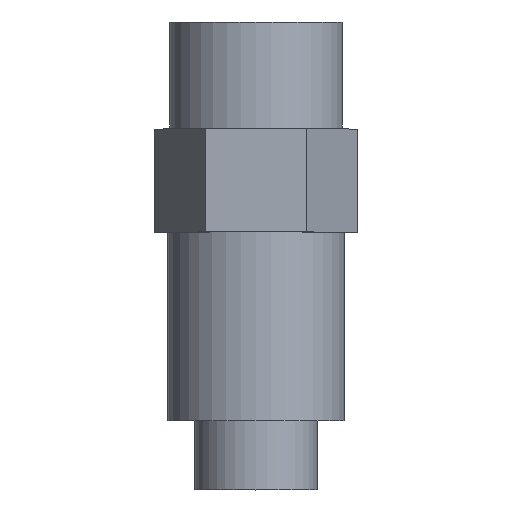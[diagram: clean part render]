
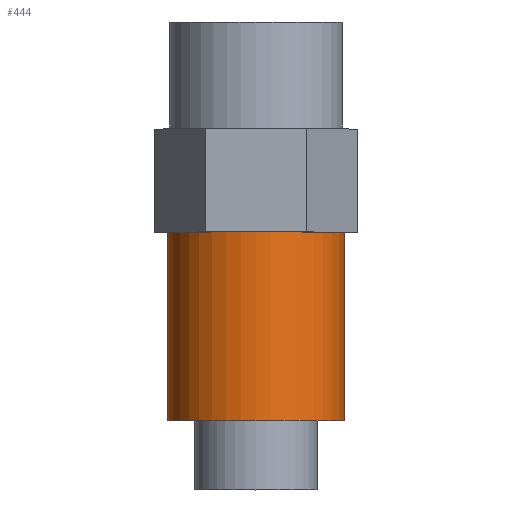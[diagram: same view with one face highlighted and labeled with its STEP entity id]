
A CAD part, top view. The second image highlights one B-rep face of the part: STEP entity #444.
In plain terms, the highlighted cylindrical face has radius 7 mm (diameter 14 mm), a full revolution.
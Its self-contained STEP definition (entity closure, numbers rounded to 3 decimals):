
#19=B_SPLINE_CURVE_WITH_KNOTS('',3,(#788,#789,#790,#791,#792,#793,#794,
#795,#796,#797,#798,#799,#800,#801,#802,#803,#804,#805,#806),
 .UNSPECIFIED.,.T.,.F.,(1,1,1,1,1,1,1,1,1,1,1,1,1,1,1,1,1,1,1,1,1,1,1),
(-0.005,-0.003,-0.002,0.,0.002,
0.003,0.005,0.006,0.008,
0.01,0.011,0.013,0.014,
0.016,0.018,0.019,0.021,
0.022,0.024,0.026,0.027,
0.029,0.03),.UNSPECIFIED.);
#163=ORIENTED_EDGE('',*,*,#212,.T.);
#164=ORIENTED_EDGE('',*,*,#214,.T.);
#165=ORIENTED_EDGE('',*,*,#218,.F.);
#212=EDGE_CURVE('',#251,#251,#277,.T.);
#214=EDGE_CURVE('',#253,#253,#279,.T.);
#218=EDGE_CURVE('',#257,#257,#19,.T.);
#251=VERTEX_POINT('',#761);
#253=VERTEX_POINT('',#766);
#257=VERTEX_POINT('',#807);
#277=CIRCLE('',#515,7.);
#279=CIRCLE('',#518,7.);
#330=EDGE_LOOP('',(#163));
#331=EDGE_LOOP('',(#164));
#332=EDGE_LOOP('',(#165));
#391=FACE_BOUND('',#330,.T.);
#392=FACE_BOUND('',#331,.T.);
#393=FACE_BOUND('',#332,.T.);
#413=CYLINDRICAL_SURFACE('',#525,7.);
#444=ADVANCED_FACE('',(#391,#392,#393),#413,.T.);
#515=AXIS2_PLACEMENT_3D('',#760,#632,#633);
#518=AXIS2_PLACEMENT_3D('',#765,#638,#639);
#525=AXIS2_PLACEMENT_3D('',#787,#652,#653);
#632=DIRECTION('',(0.,0.,-1.));
#633=DIRECTION('',(-1.,0.,0.));
#638=DIRECTION('',(0.,0.,1.));
#639=DIRECTION('',(-1.,0.,0.));
#652=DIRECTION('',(0.,0.,1.));
#653=DIRECTION('',(-1.,0.,0.));
#760=CARTESIAN_POINT('',(0.,0.,7.5));
#761=CARTESIAN_POINT('',(-7.,0.,7.5));
#765=CARTESIAN_POINT('',(0.,0.,-7.5));
#766=CARTESIAN_POINT('',(-7.,0.,-7.5));
#787=CARTESIAN_POINT('',(0.,0.,0.));
#788=CARTESIAN_POINT('',(-3.775,5.909,-1.609));
#789=CARTESIAN_POINT('',(-4.112,5.663,0.002));
#790=CARTESIAN_POINT('',(-3.778,5.907,1.601));
#791=CARTESIAN_POINT('',(-2.904,6.407,2.89));
#792=CARTESIAN_POINT('',(-1.611,6.868,3.774));
#793=CARTESIAN_POINT('',(-0.013,7.065,4.111));
#794=CARTESIAN_POINT('',(1.599,6.872,3.782));
#795=CARTESIAN_POINT('',(2.898,6.41,2.895));
#796=CARTESIAN_POINT('',(3.773,5.911,1.614));
#797=CARTESIAN_POINT('',(4.112,5.663,0.008));
#798=CARTESIAN_POINT('',(3.78,5.905,-1.596));
#799=CARTESIAN_POINT('',(2.907,6.406,-2.888));
#800=CARTESIAN_POINT('',(1.613,6.867,-3.774));
#801=CARTESIAN_POINT('',(0.013,7.065,-4.111));
#802=CARTESIAN_POINT('',(-1.601,6.871,-3.781));
#803=CARTESIAN_POINT('',(-2.901,6.408,-2.893));
#804=CARTESIAN_POINT('',(-3.775,5.909,-1.609));
#805=CARTESIAN_POINT('',(-4.112,5.663,0.002));
#806=CARTESIAN_POINT('',(-3.778,5.907,1.601));
#807=CARTESIAN_POINT('',(-4.,5.745,0.));
